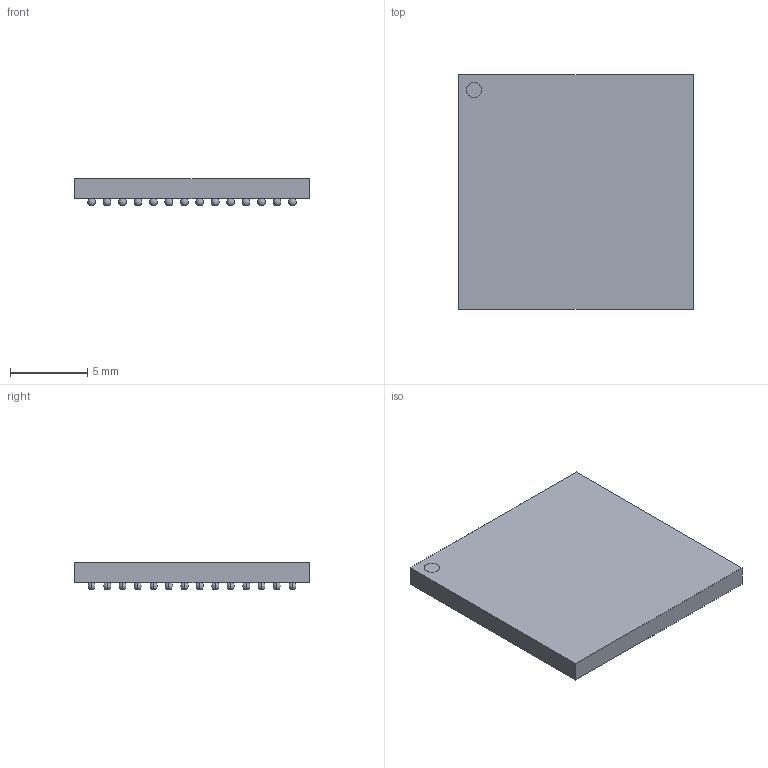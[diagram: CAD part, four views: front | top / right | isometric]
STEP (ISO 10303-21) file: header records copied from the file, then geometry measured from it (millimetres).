
FILE_DESCRIPTION((''),'2;1');
FILE_NAME('BGA124C100P14X14_1500X1500X170.stp','2012-06-06T10:07:43',(''),(''),'Mechanical Desktop 2011','Mechanical Desktop 2011',', , ');
FILE_SCHEMA(('AUTOMOTIVE_DESIGN { 1 2 10303 214 1 1 1 1 }'));
Length unit declared in the file: millimetre
Products named in the file (1): Product
Bounding box: 15.2 x 15.2 x 1.7 mm (x, y, z)
Volume: 308 mm3; surface area: 638.8 mm2
Topology: 126 solids, 126 shells, 509 faces, 1016 edges, 760 vertices
Faces by surface type: plane 257, sphere 248, cylinder 4
Entity records: 14148 total; most frequent: DIRECTION 3036, CARTESIAN_POINT 2286, ORIENTED_EDGE 2032, AXIS2_PLACEMENT_3D 1510, EDGE_CURVE 1016, CIRCLE 1000, VERTEX_POINT 760, EDGE_LOOP 510
